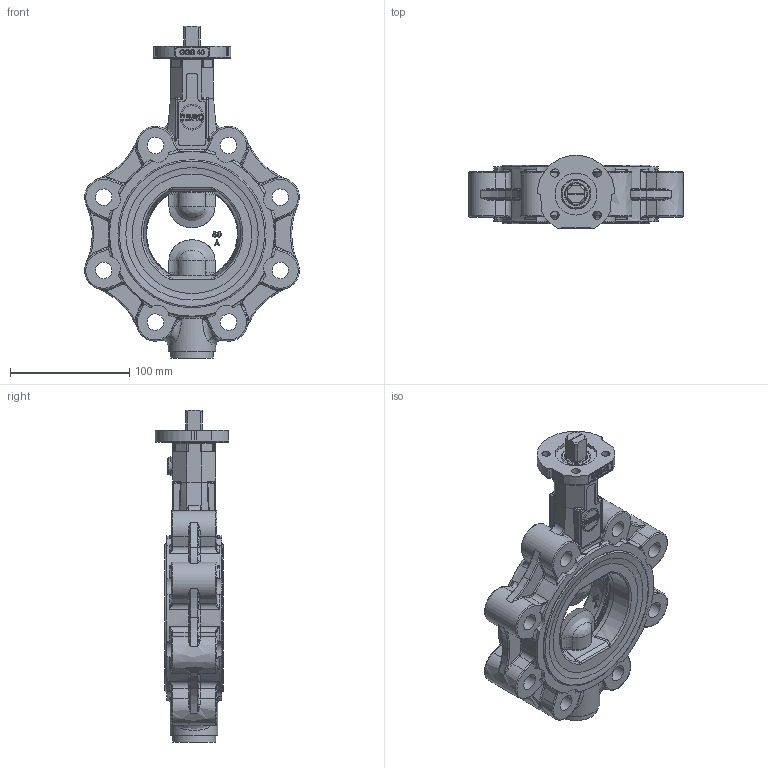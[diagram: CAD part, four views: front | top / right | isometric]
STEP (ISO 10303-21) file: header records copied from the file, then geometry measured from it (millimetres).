
FILE_DESCRIPTION((''),'2;1');
FILE_NAME('Z014-A-GG DN80.stp','2007-09-26T14:27:04',('hellwig'),(''),'Autodesk Inventor 11','Autodesk Inventor 11','');
FILE_SCHEMA(('AUTOMOTIVE_DESIGN { 1 0 10303 214 1 1 1 1 }'));
Length unit declared in the file: millimetre
Products named in the file (1): Bauteil169
Bounding box: 179.82 x 61.5 x 278 mm (x, y, z)
Volume: 846706.9 mm3; surface area: 173487.3 mm2
Topology: 2 solids, 13 shells, 1270 faces, 3212 edges, 1945 vertices
Faces by surface type: bspline 549, cylinder 280, plane 263, torus 126, cone 48, sphere 4
Full cylindrical faces by diameter (mm): 4 x1, 6 x1, 15 x1, 16.2 x3, 18 x8, 18.18 x3, 18.2 x1, 24.95 x3, 25.2 x1, 30 x1, 36 x1, 40 x1, 92.8 x1, 116 x1, 116.8 x1, 123.8 x1, 124 x1
Entity records: 87913 total; most frequent: CARTESIAN_POINT 61198, ORIENTED_EDGE 5944, DIRECTION 4811, EDGE_CURVE 2972, AXIS2_PLACEMENT_3D 1928, VERTEX_POINT 1888, EDGE_LOOP 1466, FACE_OUTER_BOUND 1267
